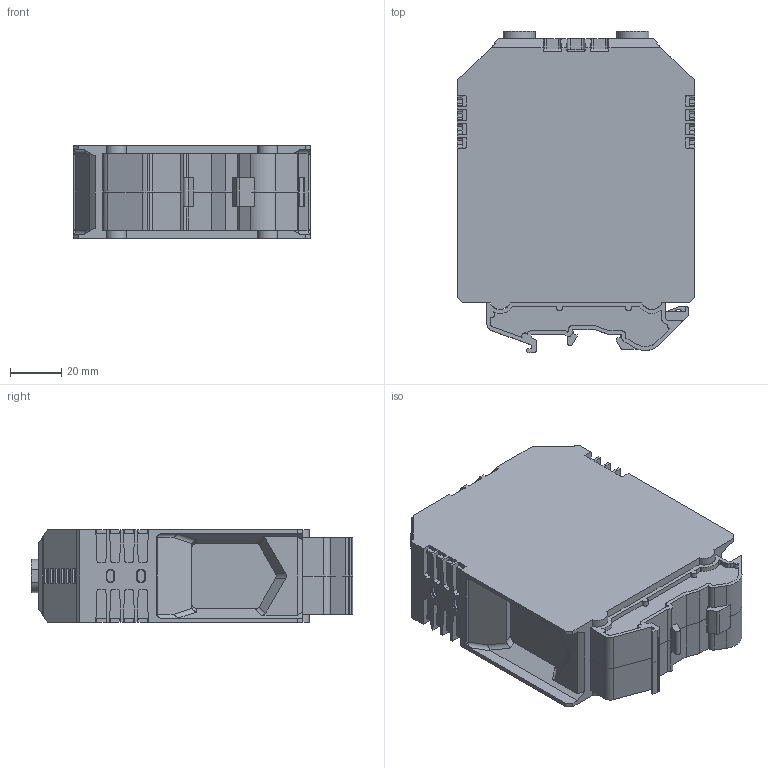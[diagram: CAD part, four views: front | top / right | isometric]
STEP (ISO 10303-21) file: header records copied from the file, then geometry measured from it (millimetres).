
FILE_DESCRIPTION(/* description */ (''),/* implementation_level */ '2;1');
FILE_NAME(/* name */ '1585_RK240_D_TS35_iso.stp',/* time_stamp */ '2012-01-25T11:36:56+01:00',/* author */ (''),/* organization */ (''),/* preprocessor_version */ 'ST-DEVELOPER v11',/* originating_system */ 'SIEMENS UGS NX 6.0',/* authorisation */ '');
FILE_SCHEMA (('CONFIG_CONTROL_DESIGN'));
Length unit declared in the file: millimetre
Products named in the file (1): model1
Bounding box: 93 x 126 x 36.3 mm (x, y, z)
Volume: 330274.1 mm3; surface area: 48927.6 mm2
Topology: 4 solids, 4 shells, 974 faces, 2762 edges, 1823 vertices
Faces by surface type: plane 604, cylinder 285, extrusion 65, cone 10, torus 10
Full cylindrical faces by diameter (mm): 2.75 x2, 3.448 x1, 10 x2
Entity records: 33102 total; most frequent: CARTESIAN_POINT 7215, ORIENTED_EDGE 5500, DIRECTION 5259, EDGE_CURVE 2750, VECTOR 2093, LINE 2028, VERTEX_POINT 1820, AXIS2_PLACEMENT_3D 1583
